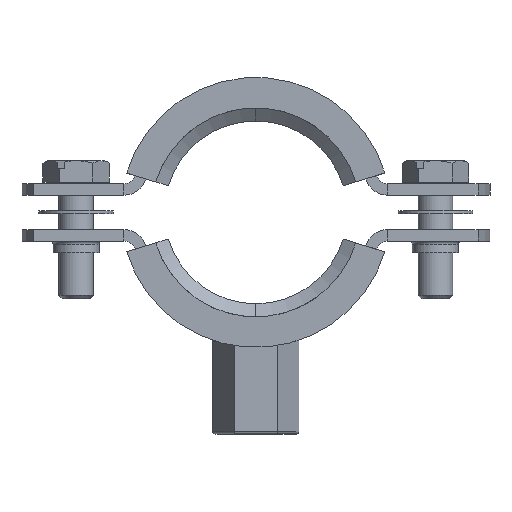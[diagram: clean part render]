
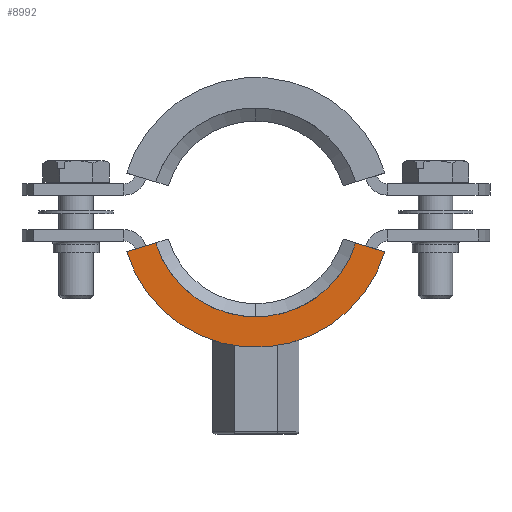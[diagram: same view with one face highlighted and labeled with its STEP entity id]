
A CAD part, front view. The second image highlights one B-rep face of the part: STEP entity #8992.
In plain terms, the highlighted planar face has unit normal (0, -1, 0).
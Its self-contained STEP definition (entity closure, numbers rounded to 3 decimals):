
#796 = ORIENTED_EDGE ( 'NONE', *, *, #16256, .T. ) ;
#1406 = CARTESIAN_POINT ( 'NONE',  ( 22.479, -11.5, 13.15 ) ) ;
#2072 = DIRECTION ( 'NONE',  ( 0.957, 0., -0.292 ) ) ;
#2439 = DIRECTION ( 'NONE',  ( 0., 1., 0. ) ) ;
#2609 = CARTESIAN_POINT ( 'NONE',  ( 17.41, -11.5, 14.695 ) ) ;
#4309 = VECTOR ( 'NONE', #2072, 1000. ) ;
#4834 = EDGE_CURVE ( 'NONE', #5170, #13195, #6865, .T. ) ;
#5170 = VERTEX_POINT ( 'NONE', #12339 ) ;
#5870 = EDGE_CURVE ( 'NONE', #15634, #13195, #13132, .T. ) ;
#6108 = CARTESIAN_POINT ( 'NONE',  ( 0., -11.5, 20. ) ) ;
#6327 = DIRECTION ( 'NONE',  ( -0.957, 0., -0.292 ) ) ;
#6665 = CARTESIAN_POINT ( 'NONE',  ( 0., -11.5, 20. ) ) ;
#6865 = LINE ( 'NONE', #14938, #23596 ) ;
#6919 = FACE_OUTER_BOUND ( 'NONE', #17661, .T. ) ;
#8992 = ADVANCED_FACE ( 'NONE', ( #6919 ), #14855, .F. ) ;
#11650 = ORIENTED_EDGE ( 'NONE', *, *, #26854, .F. ) ;
#12339 = CARTESIAN_POINT ( 'NONE',  ( -17.41, -11.5, 14.695 ) ) ;
#12800 = DIRECTION ( 'NONE',  ( 0., 0., 1. ) ) ;
#12933 = DIRECTION ( 'NONE',  ( 0., 1., 0. ) ) ;
#13036 = CARTESIAN_POINT ( 'NONE',  ( -22.479, -11.5, 13.15 ) ) ;
#13132 = CIRCLE ( 'NONE', #14441, 23.5 ) ;
#13195 = VERTEX_POINT ( 'NONE', #13036 ) ;
#13738 = AXIS2_PLACEMENT_3D ( 'NONE', #6665, #2439, #19127 ) ;
#14441 = AXIS2_PLACEMENT_3D ( 'NONE', #6108, #24439, #20607 ) ;
#14726 = CARTESIAN_POINT ( 'NONE',  ( 17.41, -11.5, 14.695 ) ) ;
#14855 = PLANE ( 'NONE',  #24563 ) ;
#14938 = CARTESIAN_POINT ( 'NONE',  ( -17.41, -11.5, 14.695 ) ) ;
#15122 = ORIENTED_EDGE ( 'NONE', *, *, #5870, .F. ) ;
#15634 = VERTEX_POINT ( 'NONE', #1406 ) ;
#16256 = EDGE_CURVE ( 'NONE', #19972, #5170, #18555, .T. ) ;
#17661 = EDGE_LOOP ( 'NONE', ( #15122, #11650, #796, #21231 ) ) ;
#17931 = CARTESIAN_POINT ( 'NONE',  ( 17.41, -11.5, 14.695 ) ) ;
#18555 = CIRCLE ( 'NONE', #13738, 18.2 ) ;
#19019 = LINE ( 'NONE', #2609, #4309 ) ;
#19127 = DIRECTION ( 'NONE',  ( 0., 0., 1. ) ) ;
#19972 = VERTEX_POINT ( 'NONE', #17931 ) ;
#20607 = DIRECTION ( 'NONE',  ( 0., 0., 1. ) ) ;
#21231 = ORIENTED_EDGE ( 'NONE', *, *, #4834, .T. ) ;
#23596 = VECTOR ( 'NONE', #6327, 1000. ) ;
#24439 = DIRECTION ( 'NONE',  ( 0., 1., 0. ) ) ;
#24563 = AXIS2_PLACEMENT_3D ( 'NONE', #14726, #12933, #12800 ) ;
#26854 = EDGE_CURVE ( 'NONE', #19972, #15634, #19019, .T. ) ;
